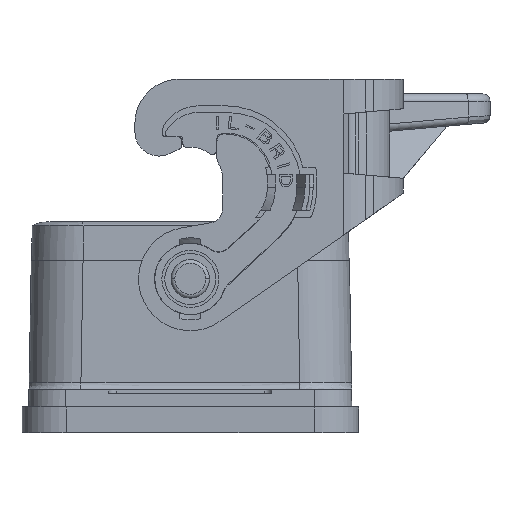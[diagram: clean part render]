
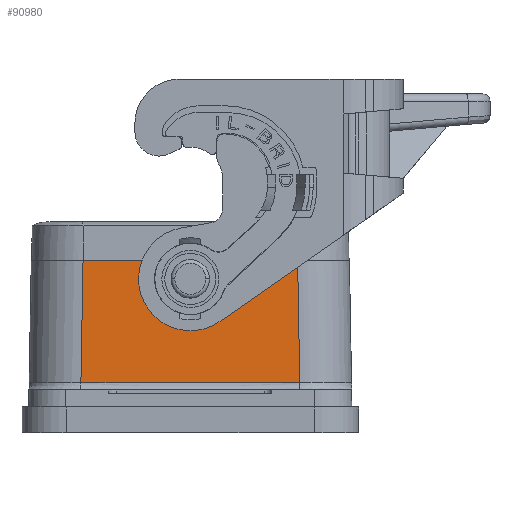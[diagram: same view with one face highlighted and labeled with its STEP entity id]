
A CAD part, left-side view. The second image highlights one B-rep face of the part: STEP entity #90980.
In plain terms, the highlighted face is planar.
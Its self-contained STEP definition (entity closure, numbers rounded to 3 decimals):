
#89980=CARTESIAN_POINT('',(-30.157,-103.395,
-4.983));
#89990=VERTEX_POINT('',#89980);
#90400=CARTESIAN_POINT('',(-19.121,-103.063,-24.));
#90410=DIRECTION('',(0.,-1.,-0.017));
#90420=DIRECTION('',(1.,0.,0.));
#90430=AXIS2_PLACEMENT_3D('',#90400,#90410,#90420);
#90440=PLANE('',#90430);
#90450=CARTESIAN_POINT('',(-30.073,-103.479,
-0.122));
#90460=DIRECTION('',(0.017,-0.017,
1.));
#90470=VECTOR('',#90460,1.);
#90480=LINE('',#90450,#90470);
#90490=CARTESIAN_POINT('',(-30.446,-103.106,-21.5));
#90500=VERTEX_POINT('',#90490);
#90510=EDGE_CURVE('',#90500,#89990,#90480,.T.);
#90520=ORIENTED_EDGE('',*,*,#90510,.T.);
#90530=CARTESIAN_POINT('',(0.,-103.106,-21.5));
#90540=DIRECTION('',(1.,0.,0.));
#90550=VECTOR('',#90540,1.);
#90560=LINE('',#90530,#90550);
#90570=CARTESIAN_POINT('',(-42.642,-103.106,-21.5));
#90580=VERTEX_POINT('',#90570);
#90590=EDGE_CURVE('',#90580,#90500,#90560,.T.);
#90600=ORIENTED_EDGE('',*,*,#90590,.T.);
#90610=CARTESIAN_POINT('',(-44.947,-103.15,-19.));
#90620=DIRECTION('',(0.,-1.,-0.017));
#90630=DIRECTION('',(0.,-0.017,
1.));
#90640=AXIS2_PLACEMENT_3D('',#90610,#90620,#90630);
#90650=ELLIPSE('',#90640,3.401,3.4);
#90660=CARTESIAN_POINT('',(-41.547,-103.15,-19.));
#90670=VERTEX_POINT('',#90660);
#90680=EDGE_CURVE('',#90580,#90670,#90650,.T.);
#90690=ORIENTED_EDGE('',*,*,#90680,.F.);
#90700=CARTESIAN_POINT('',(-48.347,-103.15,-19.));
#90710=VERTEX_POINT('',#90700);
#90720=EDGE_CURVE('',#90670,#90710,#90650,.T.);
#90730=ORIENTED_EDGE('',*,*,#90720,.F.);
#90740=CARTESIAN_POINT('',(-47.251,-103.106,-21.5));
#90750=VERTEX_POINT('',#90740);
#90760=EDGE_CURVE('',#90710,#90750,#90650,.T.);
#90770=ORIENTED_EDGE('',*,*,#90760,.F.);
#90780=CARTESIAN_POINT('',(-59.448,-103.106,-21.5));
#90790=VERTEX_POINT('',#90780);
#90800=EDGE_CURVE('',#90790,#90750,#90560,.T.);
#90810=ORIENTED_EDGE('',*,*,#90800,.T.);
#90820=CARTESIAN_POINT('',(-59.821,-103.479,
-0.122));
#90830=DIRECTION('',(0.017,0.017,
-1.));
#90840=VECTOR('',#90830,1.);
#90850=LINE('',#90820,#90840);
#90860=CARTESIAN_POINT('',(-59.736,-103.395,
-4.983));
#90870=VERTEX_POINT('',#90860);
#90880=EDGE_CURVE('',#90870,#90790,#90850,.T.);
#90890=ORIENTED_EDGE('',*,*,#90880,.T.);
#90900=CARTESIAN_POINT('',(0.,-103.395,-4.983));
#90910=DIRECTION('',(-1.,0.,0.));
#90920=VECTOR('',#90910,1.);
#90930=LINE('',#90900,#90920);
#90940=EDGE_CURVE('',#89990,#90870,#90930,.T.);
#90950=ORIENTED_EDGE('',*,*,#90940,.T.);
#90960=EDGE_LOOP('',(#90950,#90890,#90810,#90770,#90730,#90690,#90600,
#90520));
#90970=FACE_OUTER_BOUND('',#90960,.T.);
#90980=ADVANCED_FACE('',(#90970),#90440,.T.);
